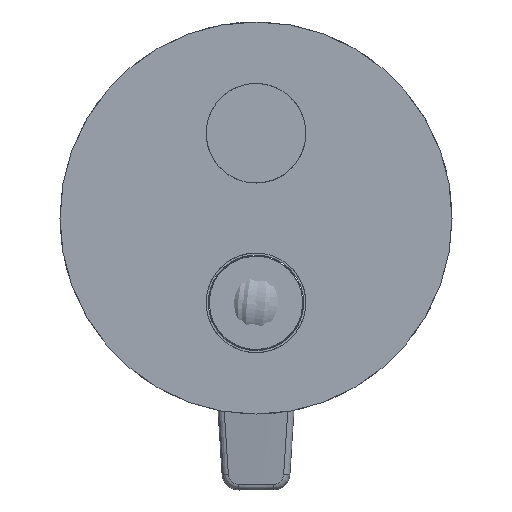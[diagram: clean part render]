
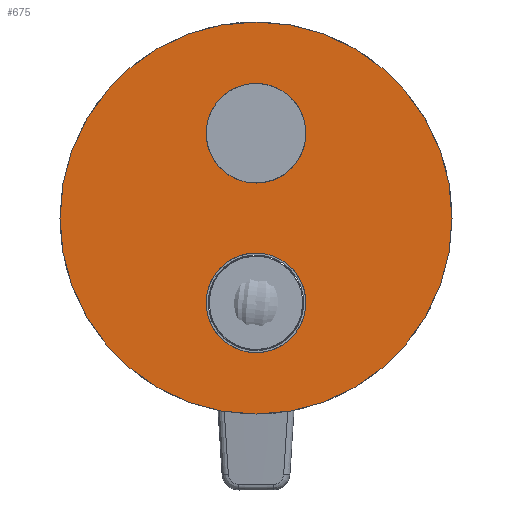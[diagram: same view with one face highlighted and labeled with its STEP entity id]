
A CAD part, front view. The second image highlights one B-rep face of the part: STEP entity #675.
In plain terms, the highlighted planar face has unit normal (0, 1, 0).
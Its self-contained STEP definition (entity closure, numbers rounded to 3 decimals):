
#532=CARTESIAN_POINT('Axis2P3D Location',(0.,87.5,40.)) ;
#537=CARTESIAN_POINT('Axis2P3D Location',(0.,87.5,40.)) ;
#541=CARTESIAN_POINT('Vertex',(-92.5,87.5,40.)) ;
#543=CARTESIAN_POINT('Vertex',(92.5,87.5,40.)) ;
#546=CARTESIAN_POINT('Axis2P3D Location',(0.,87.5,40.)) ;
#556=CARTESIAN_POINT('Control Point',(-12.227,87.5,-20.069)) ;
#557=CARTESIAN_POINT('Control Point',(-10.402,87.5,-21.181)) ;
#558=CARTESIAN_POINT('Control Point',(-8.45,87.5,-22.085)) ;
#559=CARTESIAN_POINT('Control Point',(-6.404,87.5,-22.763)) ;
#560=CARTESIAN_POINT('Control Point',(-2.193,87.5,-23.641)) ;
#561=CARTESIAN_POINT('Control Point',(2.108,87.5,-23.552)) ;
#562=CARTESIAN_POINT('Control Point',(4.245,87.5,-23.263)) ;
#563=CARTESIAN_POINT('Control Point',(8.414,87.5,-22.203)) ;
#564=CARTESIAN_POINT('Control Point',(12.239,87.5,-20.233)) ;
#565=CARTESIAN_POINT('Control Point',(14.031,87.5,-19.034)) ;
#566=CARTESIAN_POINT('Control Point',(17.31,87.5,-16.249)) ;
#567=CARTESIAN_POINT('Control Point',(19.882,87.5,-12.801)) ;
#568=CARTESIAN_POINT('Control Point',(20.966,87.5,-10.937)) ;
#569=CARTESIAN_POINT('Control Point',(22.69,87.5,-6.996)) ;
#570=CARTESIAN_POINT('Control Point',(23.484,87.5,-2.768)) ;
#571=CARTESIAN_POINT('Control Point',(23.638,87.5,-0.617)) ;
#572=CARTESIAN_POINT('Control Point',(23.455,87.5,3.681)) ;
#573=CARTESIAN_POINT('Control Point',(22.313,87.5,7.829)) ;
#574=CARTESIAN_POINT('Control Point',(21.508,87.5,9.829)) ;
#575=CARTESIAN_POINT('Control Point',(19.55,87.5,13.437)) ;
#576=CARTESIAN_POINT('Control Point',(16.866,87.5,16.538)) ;
#577=CARTESIAN_POINT('Control Point',(15.439,87.5,17.876)) ;
#578=CARTESIAN_POINT('Control Point',(13.885,87.5,19.057)) ;
#579=CARTESIAN_POINT('Control Point',(12.227,87.5,20.069)) ;
#580=CARTESIAN_POINT('Vertex',(-12.227,87.5,-20.069)) ;
#582=CARTESIAN_POINT('Vertex',(12.227,87.5,20.069)) ;
#586=CARTESIAN_POINT('Control Point',(12.227,87.5,20.069)) ;
#587=CARTESIAN_POINT('Control Point',(10.402,87.5,21.181)) ;
#588=CARTESIAN_POINT('Control Point',(8.45,87.5,22.085)) ;
#589=CARTESIAN_POINT('Control Point',(6.404,87.5,22.763)) ;
#590=CARTESIAN_POINT('Control Point',(2.193,87.5,23.641)) ;
#591=CARTESIAN_POINT('Control Point',(-2.108,87.5,23.552)) ;
#592=CARTESIAN_POINT('Control Point',(-4.245,87.5,23.263)) ;
#593=CARTESIAN_POINT('Control Point',(-8.414,87.5,22.203)) ;
#594=CARTESIAN_POINT('Control Point',(-12.239,87.5,20.233)) ;
#595=CARTESIAN_POINT('Control Point',(-14.031,87.5,19.034)) ;
#596=CARTESIAN_POINT('Control Point',(-17.31,87.5,16.249)) ;
#597=CARTESIAN_POINT('Control Point',(-19.882,87.5,12.801)) ;
#598=CARTESIAN_POINT('Control Point',(-20.966,87.5,10.937)) ;
#599=CARTESIAN_POINT('Control Point',(-22.69,87.5,6.996)) ;
#600=CARTESIAN_POINT('Control Point',(-23.484,87.5,2.768)) ;
#601=CARTESIAN_POINT('Control Point',(-23.638,87.5,0.617)) ;
#602=CARTESIAN_POINT('Control Point',(-23.455,87.5,-3.681)) ;
#603=CARTESIAN_POINT('Control Point',(-22.313,87.5,-7.829)) ;
#604=CARTESIAN_POINT('Control Point',(-21.508,87.5,-9.829)) ;
#605=CARTESIAN_POINT('Control Point',(-19.55,87.5,-13.437)) ;
#606=CARTESIAN_POINT('Control Point',(-16.866,87.5,-16.538)) ;
#607=CARTESIAN_POINT('Control Point',(-15.439,87.5,-17.876)) ;
#608=CARTESIAN_POINT('Control Point',(-13.885,87.5,-19.057)) ;
#609=CARTESIAN_POINT('Control Point',(-12.227,87.5,-20.069)) ;
#616=CARTESIAN_POINT('Control Point',(-12.227,87.5,59.931)) ;
#617=CARTESIAN_POINT('Control Point',(-10.402,87.5,58.819)) ;
#618=CARTESIAN_POINT('Control Point',(-8.45,87.5,57.915)) ;
#619=CARTESIAN_POINT('Control Point',(-6.404,87.5,57.237)) ;
#620=CARTESIAN_POINT('Control Point',(-2.193,87.5,56.359)) ;
#621=CARTESIAN_POINT('Control Point',(2.108,87.5,56.448)) ;
#622=CARTESIAN_POINT('Control Point',(4.245,87.5,56.737)) ;
#623=CARTESIAN_POINT('Control Point',(8.414,87.5,57.797)) ;
#624=CARTESIAN_POINT('Control Point',(12.239,87.5,59.767)) ;
#625=CARTESIAN_POINT('Control Point',(14.031,87.5,60.966)) ;
#626=CARTESIAN_POINT('Control Point',(17.31,87.5,63.751)) ;
#627=CARTESIAN_POINT('Control Point',(19.882,87.5,67.199)) ;
#628=CARTESIAN_POINT('Control Point',(20.966,87.5,69.063)) ;
#629=CARTESIAN_POINT('Control Point',(22.69,87.5,73.004)) ;
#630=CARTESIAN_POINT('Control Point',(23.484,87.5,77.232)) ;
#631=CARTESIAN_POINT('Control Point',(23.638,87.5,79.383)) ;
#632=CARTESIAN_POINT('Control Point',(23.455,87.5,83.681)) ;
#633=CARTESIAN_POINT('Control Point',(22.313,87.5,87.829)) ;
#634=CARTESIAN_POINT('Control Point',(21.508,87.5,89.829)) ;
#635=CARTESIAN_POINT('Control Point',(19.55,87.5,93.437)) ;
#636=CARTESIAN_POINT('Control Point',(16.866,87.5,96.538)) ;
#637=CARTESIAN_POINT('Control Point',(15.439,87.5,97.876)) ;
#638=CARTESIAN_POINT('Control Point',(13.885,87.5,99.057)) ;
#639=CARTESIAN_POINT('Control Point',(12.227,87.5,100.069)) ;
#640=CARTESIAN_POINT('Vertex',(-12.227,87.5,59.931)) ;
#642=CARTESIAN_POINT('Vertex',(12.227,87.5,100.069)) ;
#646=CARTESIAN_POINT('Control Point',(12.227,87.5,100.069)) ;
#647=CARTESIAN_POINT('Control Point',(10.402,87.5,101.181)) ;
#648=CARTESIAN_POINT('Control Point',(8.45,87.5,102.085)) ;
#649=CARTESIAN_POINT('Control Point',(6.404,87.5,102.763)) ;
#650=CARTESIAN_POINT('Control Point',(2.193,87.5,103.641)) ;
#651=CARTESIAN_POINT('Control Point',(-2.108,87.5,103.552)) ;
#652=CARTESIAN_POINT('Control Point',(-4.245,87.5,103.263)) ;
#653=CARTESIAN_POINT('Control Point',(-8.414,87.5,102.203)) ;
#654=CARTESIAN_POINT('Control Point',(-12.239,87.5,100.233)) ;
#655=CARTESIAN_POINT('Control Point',(-14.031,87.5,99.034)) ;
#656=CARTESIAN_POINT('Control Point',(-17.31,87.5,96.249)) ;
#657=CARTESIAN_POINT('Control Point',(-19.882,87.5,92.801)) ;
#658=CARTESIAN_POINT('Control Point',(-20.966,87.5,90.937)) ;
#659=CARTESIAN_POINT('Control Point',(-22.69,87.5,86.996)) ;
#660=CARTESIAN_POINT('Control Point',(-23.484,87.5,82.768)) ;
#661=CARTESIAN_POINT('Control Point',(-23.638,87.5,80.617)) ;
#662=CARTESIAN_POINT('Control Point',(-23.455,87.5,76.319)) ;
#663=CARTESIAN_POINT('Control Point',(-22.313,87.5,72.171)) ;
#664=CARTESIAN_POINT('Control Point',(-21.508,87.5,70.171)) ;
#665=CARTESIAN_POINT('Control Point',(-19.55,87.5,66.563)) ;
#666=CARTESIAN_POINT('Control Point',(-16.866,87.5,63.462)) ;
#667=CARTESIAN_POINT('Control Point',(-15.439,87.5,62.124)) ;
#668=CARTESIAN_POINT('Control Point',(-13.885,87.5,60.943)) ;
#669=CARTESIAN_POINT('Control Point',(-12.227,87.5,59.931)) ;
#533=DIRECTION('Axis2P3D Direction',(0.,1.,0.)) ;
#534=DIRECTION('Axis2P3D XDirection',(1.,-0.,0.)) ;
#538=DIRECTION('Axis2P3D Direction',(0.,1.,0.)) ;
#547=DIRECTION('Axis2P3D Direction',(0.,1.,0.)) ;
#535=AXIS2_PLACEMENT_3D('Plane Axis2P3D',#532,#533,#534) ;
#539=AXIS2_PLACEMENT_3D('Circle Axis2P3D',#537,#538,$) ;
#548=AXIS2_PLACEMENT_3D('Circle Axis2P3D',#546,#547,$) ;
#540=CIRCLE('generated circle',#539,92.5) ;
#549=CIRCLE('generated circle',#548,92.5) ;
#536=PLANE('',#535) ;
#614=FACE_BOUND('',#611,.T.) ;
#674=FACE_BOUND('',#671,.T.) ;
#545=EDGE_CURVE('',#542,#544,#540,.T.) ;
#550=EDGE_CURVE('',#544,#542,#549,.T.) ;
#584=EDGE_CURVE('',#581,#583,#555,.T.) ;
#610=EDGE_CURVE('',#583,#581,#585,.T.) ;
#644=EDGE_CURVE('',#641,#643,#615,.T.) ;
#670=EDGE_CURVE('',#643,#641,#645,.T.) ;
#552=ORIENTED_EDGE('',*,*,#545,.T.) ;
#553=ORIENTED_EDGE('',*,*,#550,.T.) ;
#612=ORIENTED_EDGE('',*,*,#584,.T.) ;
#613=ORIENTED_EDGE('',*,*,#610,.T.) ;
#672=ORIENTED_EDGE('',*,*,#644,.T.) ;
#673=ORIENTED_EDGE('',*,*,#670,.T.) ;
#551=EDGE_LOOP('',(#552,#553)) ;
#611=EDGE_LOOP('',(#612,#613)) ;
#671=EDGE_LOOP('',(#672,#673)) ;
#542=VERTEX_POINT('',#541) ;
#544=VERTEX_POINT('',#543) ;
#581=VERTEX_POINT('',#580) ;
#583=VERTEX_POINT('',#582) ;
#641=VERTEX_POINT('',#640) ;
#643=VERTEX_POINT('',#642) ;
#675=ADVANCED_FACE('PartBody',(#554,#614,#674),#536,.T.) ;
#555=B_SPLINE_CURVE_WITH_KNOTS('',5,(#556,#557,#558,#559,#560,#561,#562,#563,#564,#565,#566,#567,#568,#569,#570,#571,#572,#573,#574,#575,#576,#577,#578,#579),.UNSPECIFIED.,.F.,.U.,(6,3,3,3,3,3,3,6),(0.,15.144,30.288,45.432,60.577,75.722,90.865,104.627),.UNSPECIFIED.) ;
#585=B_SPLINE_CURVE_WITH_KNOTS('',5,(#586,#587,#588,#589,#590,#591,#592,#593,#594,#595,#596,#597,#598,#599,#600,#601,#602,#603,#604,#605,#606,#607,#608,#609),.UNSPECIFIED.,.F.,.U.,(6,3,3,3,3,3,3,6),(0.,15.144,30.288,45.432,60.577,75.722,90.865,104.627),.UNSPECIFIED.) ;
#615=B_SPLINE_CURVE_WITH_KNOTS('',5,(#616,#617,#618,#619,#620,#621,#622,#623,#624,#625,#626,#627,#628,#629,#630,#631,#632,#633,#634,#635,#636,#637,#638,#639),.UNSPECIFIED.,.F.,.U.,(6,3,3,3,3,3,3,6),(0.,15.144,30.288,45.432,60.577,75.722,90.865,104.627),.UNSPECIFIED.) ;
#645=B_SPLINE_CURVE_WITH_KNOTS('',5,(#646,#647,#648,#649,#650,#651,#652,#653,#654,#655,#656,#657,#658,#659,#660,#661,#662,#663,#664,#665,#666,#667,#668,#669),.UNSPECIFIED.,.F.,.U.,(6,3,3,3,3,3,3,6),(0.,15.144,30.288,45.432,60.577,75.722,90.865,104.627),.UNSPECIFIED.) ;
#554=FACE_OUTER_BOUND('',#551,.T.) ;
